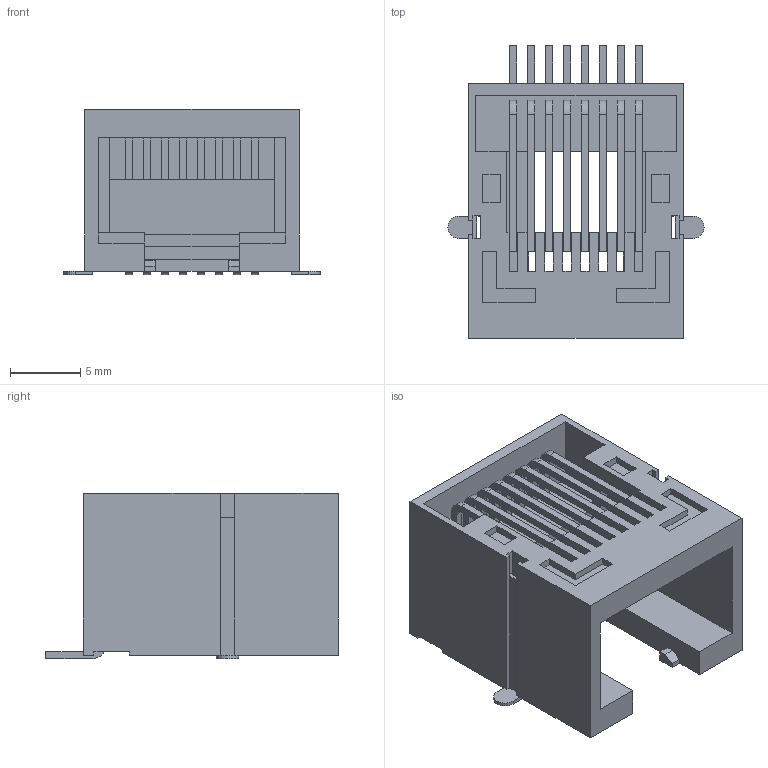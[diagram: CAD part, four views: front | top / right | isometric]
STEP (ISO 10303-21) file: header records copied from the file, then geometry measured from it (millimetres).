
FILE_DESCRIPTION(('FreeCAD Model'),'2;1');
FILE_NAME('RJ45 horizontal SMD v1.step','2020-03-24T18:46:28',('kicad StepUp'),( 'ksu MCAD'),'Open CASCADE STEP processor 7.3','FreeCAD','Unknown');
FILE_SCHEMA(('AUTOMOTIVE_DESIGN { 1 0 10303 214 1 1 1 1 }'));
Length unit declared in the file: millimetre
Products named in the file (1): RJ45_horizontal_SMD_v1
Bounding box: 18.19 x 20.78 x 11.75 mm (x, y, z)
Volume: 1250.8 mm3; surface area: 2263.4 mm2
Topology: 1 solids, 1 shells, 277 faces, 788 edges, 520 vertices
Faces by surface type: plane 251, cylinder 26
Entity records: 10810 total; most frequent: CARTESIAN_POINT 1586, ORIENTED_EDGE 1576, DIRECTION 1396, EDGE_CURVE 788, LINE 736, VECTOR 736, VERTEX_POINT 520, AXIS2_PLACEMENT_3D 330
